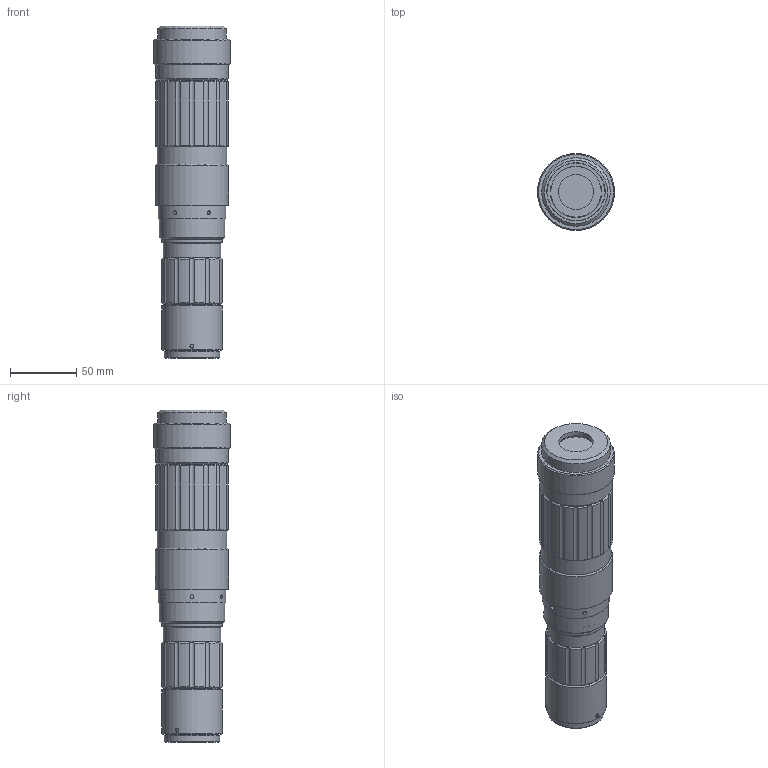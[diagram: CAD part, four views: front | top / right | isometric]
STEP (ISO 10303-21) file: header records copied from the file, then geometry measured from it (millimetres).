
FILE_DESCRIPTION(/* description */ (''),/* implementation_level */ '2;1');
FILE_NAME(/* name */ 'TEX15-HPV1-step.step',/* time_stamp */ '2019-08-08T15:02:54+03:00',/* author */ (''),/* organization */ (''),/* preprocessor_version */ 'ST-DEVELOPER v18',/* originating_system */ 'Autodesk Translation Framework v8.2.0.1029',/* authorisation */ '');
FILE_SCHEMA (('AUTOMOTIVE_DESIGN { 1 0 10303 214 3 1 1 }'));
Length unit declared in the file: millimetre
Products named in the file (1): TEX15-HPV1-step
Bounding box: 58 x 58 x 250 mm (x, y, z)
Volume: 504476.4 mm3; surface area: 48335.6 mm2
Topology: 1 solids, 7 shells, 153 faces, 387 edges, 274 vertices
Faces by surface type: cylinder 106, plane 28, cone 19
Full cylindrical faces by diameter (mm): 3 x11, 5 x1, 13.58 x1, 14.5 x1, 26.29 x1, 27 x1, 38 x1, 40 x1, 42 x1, 43 x2, 44 x1, 45.5 x2, 46.5 x2, 47.264 x1, 47.5 x2, 49 x1, 50.8 x1, 51.589 x1, 52.5 x2, 55 x2, 58 x1
Entity records: 6137 total; most frequent: CARTESIAN_POINT 2386, ORIENTED_EDGE 774, DIRECTION 755, EDGE_CURVE 387, AXIS2_PLACEMENT_3D 321, VERTEX_POINT 274, EDGE_LOOP 189, CIRCLE 167
